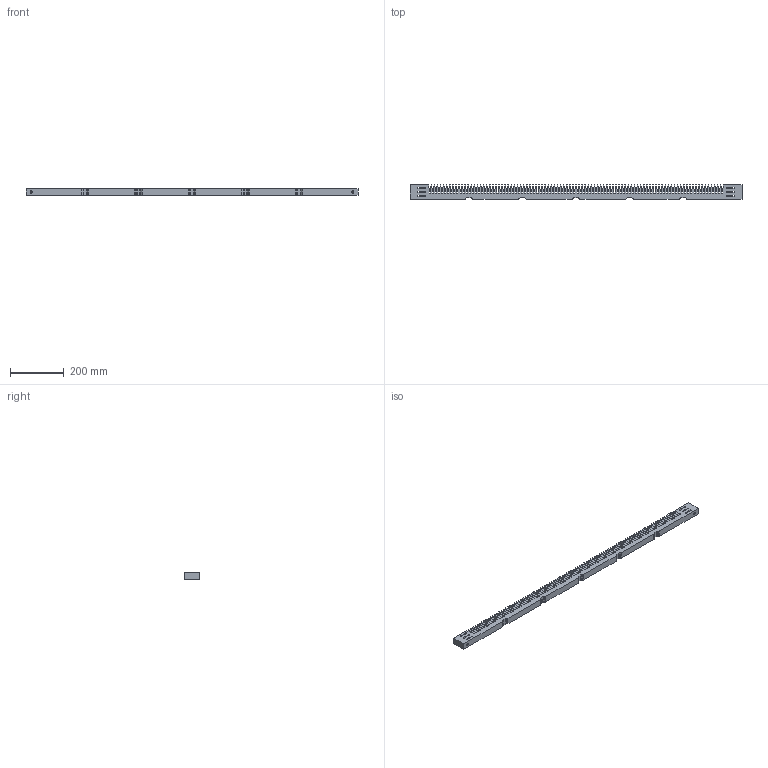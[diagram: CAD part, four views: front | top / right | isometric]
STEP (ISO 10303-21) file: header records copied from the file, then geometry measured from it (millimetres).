
FILE_DESCRIPTION(('STEP AP203'), '1');
FILE_NAME('Ðåéêà 2', '', ('UNSPECIFIED'), ('UNSPECIFIED'), 'ASCON STEP Converter 1.6', 'ASCON Math Kernel', '');
FILE_SCHEMA(('CONFIG_CONTROL_DESIGN'));
Length unit declared in the file: millimetre
Bounding box: 1240 x 52.5 x 25 mm (x, y, z)
Volume: 1167484.3 mm3; surface area: 313359.8 mm2
Topology: 1 solids, 1 shells, 650 faces, 1942 edges, 1294 vertices
Faces by surface type: plane 518, cylinder 130, cone 2
Full cylindrical faces by diameter (mm): 8 x2
Entity records: 26904 total; most frequent: CARTESIAN_POINT 3883, ORIENTED_EDGE 3876, DIRECTION 3502, EDGE_CURVE 1938, LINE 1676, VECTOR 1676, VERTEX_POINT 1294, AXIS2_PLACEMENT_3D 913
